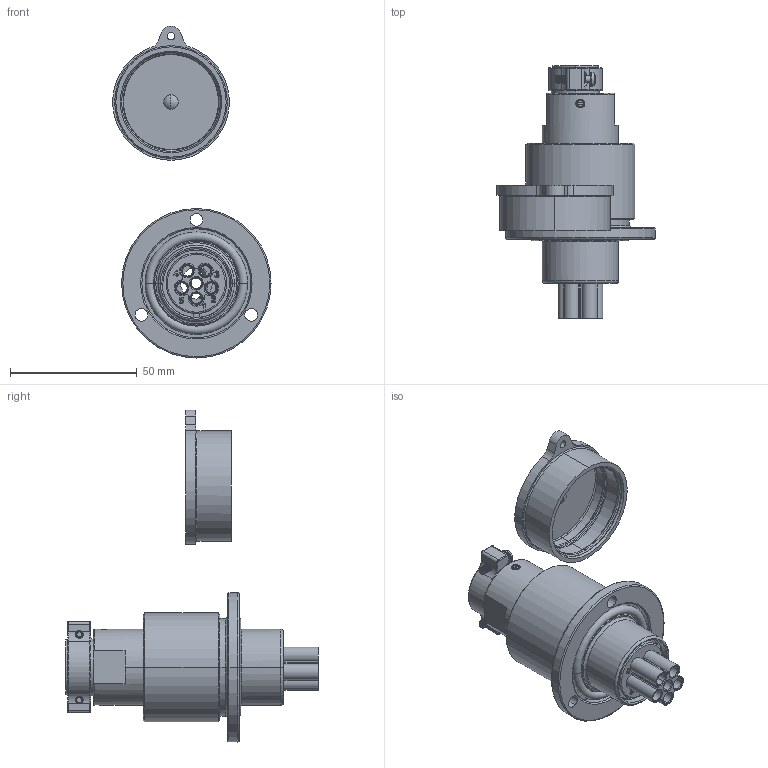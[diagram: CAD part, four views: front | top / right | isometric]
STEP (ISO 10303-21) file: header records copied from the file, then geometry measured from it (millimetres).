
FILE_DESCRIPTION((''),'2;1');
FILE_NAME('ASM0017_ASM','2024-04-09T',('13001'),(''),'PRO/ENGINEER BY PARAMETRIC TECHNOLOGY CORPORATION, 2012480','PRO/ENGINEER BY PARAMETRIC TECHNOLOGY CORPORATION, 2012480','');
FILE_SCHEMA(('CONFIG_CONTROL_DESIGN'));
Length unit declared in the file: millimetre
Products named in the file (4): 3D_1690064101001_HY-T3006-S01E1; 3D_1690063201001_HY-Z3006-S01E0; 3D_2690000009002_HY-Z30-CV_V1_0; ASM0017_ASM
Assembly tree (3 placements, depth 2):
  ASM0017_ASM
    3D_1690064101001_HY-T3006-S01E1
    3D_1690063201001_HY-Z3006-S01E0
    3D_2690000009002_HY-Z30-CV_V1_0
Bounding box: 62.42 x 99.8 x 131.03 mm (x, y, z)
Volume: 35857.1 mm3; surface area: 61577.1 mm2
Topology: 2 solids, 7 shells, 1791 faces, 5305 edges, 3585 vertices
Faces by surface type: plane 684, cylinder 371, bspline 245, cone 216, extrusion 184, torus 85, sphere 6
Entity records: 101827 total; most frequent: CARTESIAN_POINT 56561, ORIENTED_EDGE 10526, DIRECTION 7750, EDGE_CURVE 5289, VERTEX_POINT 3581, AXIS2_PLACEMENT_3D 2625, VECTOR 2500, LINE 2320
